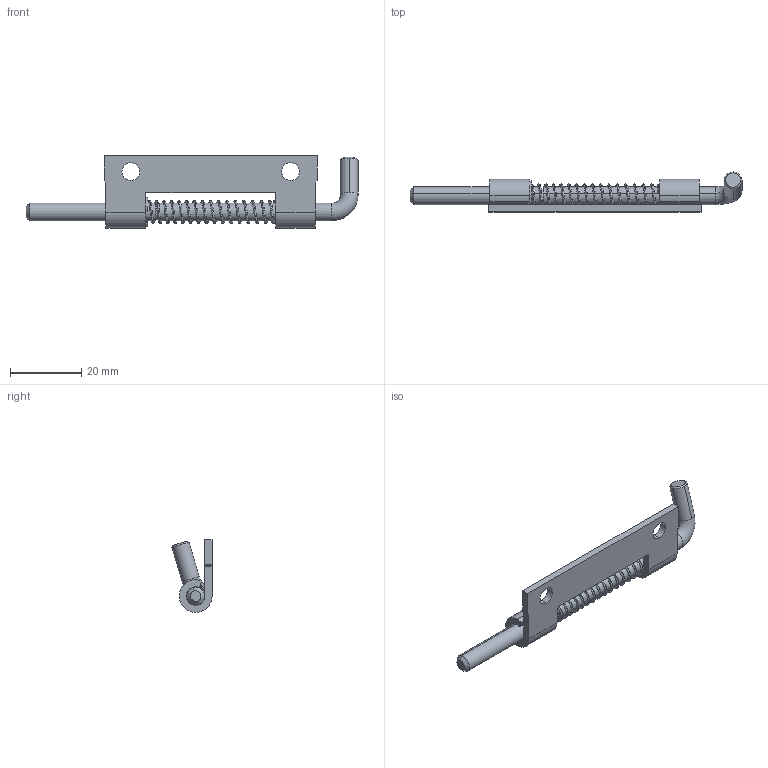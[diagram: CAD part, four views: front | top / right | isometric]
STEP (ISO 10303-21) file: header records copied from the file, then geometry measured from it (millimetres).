
FILE_DESCRIPTION (( 'STEP AP203' ), '1' );
FILE_NAME ('MM12.2.1.STEP', '2022-06-16T11:59:49', ( '' ), ( '' ), 'SwSTEP 2.0', 'SolidWorks 2021', '' );
FILE_SCHEMA (( 'CONFIG_CONTROL_DESIGN' ));
Length unit declared in the file: millimetre
Products named in the file (1): MM12.2.1
Bounding box: 93.46 x 11.27 x 20.5 mm (x, y, z)
Surface area: 5104.5 mm2 (no closed solid volume)
Topology: 0 solids, 4 shells, 68 faces, 195 edges, 134 vertices
Faces by surface type: cylinder 35, plane 25, cone 4, bspline 2, torus 2
Entity records: 9315 total; most frequent: CARTESIAN_POINT 7412, DIRECTION 408, ORIENTED_EDGE 347, EDGE_CURVE 195, AXIS2_PLACEMENT_3D 152, VERTEX_POINT 134, LINE 104, VECTOR 104
